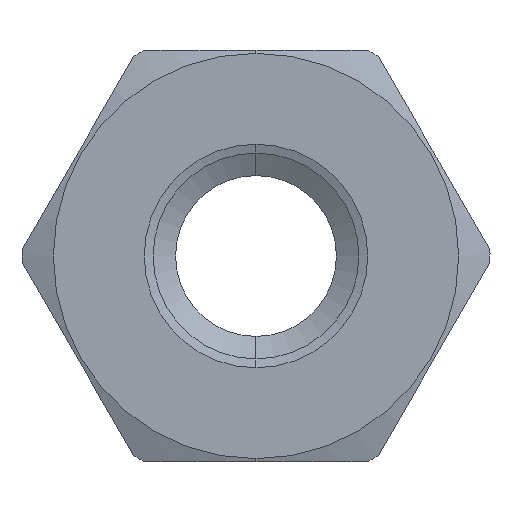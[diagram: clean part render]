
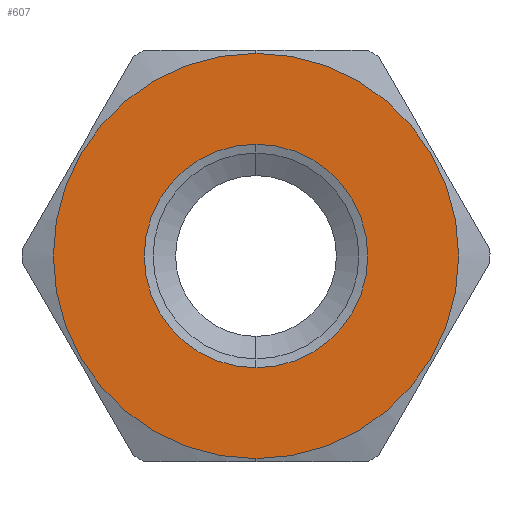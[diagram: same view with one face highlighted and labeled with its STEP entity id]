
A CAD part, front view. The second image highlights one B-rep face of the part: STEP entity #607.
In plain terms, the highlighted planar face has unit normal (0, -1, 0).
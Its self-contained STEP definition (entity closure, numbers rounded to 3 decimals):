
#29 = CARTESIAN_POINT ( 'NONE',  ( 0., -1.6, 0. ) ) ;
#65 = CIRCLE ( 'NONE', #856, 1.086 ) ;
#78 = CARTESIAN_POINT ( 'NONE',  ( 0., -1.6, 0. ) ) ;
#152 = DIRECTION ( 'NONE',  ( 0., 0., -1. ) ) ;
#168 = DIRECTION ( 'NONE',  ( 0., 0., -1. ) ) ;
#173 = DIRECTION ( 'NONE',  ( 0., -1., 0. ) ) ;
#178 = CARTESIAN_POINT ( 'NONE',  ( 0., -1.6, 0. ) ) ;
#267 = CARTESIAN_POINT ( 'NONE',  ( 0., -1.6, 1.97 ) ) ;
#294 = EDGE_CURVE ( 'NONE', #656, #694, #569, .T. ) ;
#338 = CIRCLE ( 'NONE', #1305, 1.97 ) ;
#357 = PLANE ( 'NONE',  #751 ) ;
#378 = CIRCLE ( 'NONE', #484, 1.086 ) ;
#392 = DIRECTION ( 'NONE',  ( 0., -1., 0. ) ) ;
#484 = AXIS2_PLACEMENT_3D ( 'NONE', #1368, #1510, #152 ) ;
#503 = AXIS2_PLACEMENT_3D ( 'NONE', #29, #1419, #845 ) ;
#512 = FACE_BOUND ( 'NONE', #1265, .T. ) ;
#518 = FACE_OUTER_BOUND ( 'NONE', #1126, .T. ) ;
#569 = CIRCLE ( 'NONE', #503, 1.97 ) ;
#607 = ADVANCED_FACE ( 'NONE', ( #512, #518 ), #357, .F. ) ;
#656 = VERTEX_POINT ( 'NONE', #267 ) ;
#663 = DIRECTION ( 'NONE',  ( -1., 0., 0. ) ) ;
#694 = VERTEX_POINT ( 'NONE', #1338 ) ;
#712 = CARTESIAN_POINT ( 'NONE',  ( 0., -1.6, -1.086 ) ) ;
#751 = AXIS2_PLACEMENT_3D ( 'NONE', #1202, #759, #663 ) ;
#759 = DIRECTION ( 'NONE',  ( 0., 1., 0. ) ) ;
#798 = ORIENTED_EDGE ( 'NONE', *, *, #858, .F. ) ;
#832 = ORIENTED_EDGE ( 'NONE', *, *, #1610, .F. ) ;
#836 = ORIENTED_EDGE ( 'NONE', *, *, #294, .T. ) ;
#841 = ORIENTED_EDGE ( 'NONE', *, *, #1015, .T. ) ;
#845 = DIRECTION ( 'NONE',  ( 0., 0., 1. ) ) ;
#856 = AXIS2_PLACEMENT_3D ( 'NONE', #178, #173, #168 ) ;
#858 = EDGE_CURVE ( 'NONE', #1244, #861, #378, .T. ) ;
#861 = VERTEX_POINT ( 'NONE', #1506 ) ;
#1015 = EDGE_CURVE ( 'NONE', #694, #656, #338, .T. ) ;
#1126 = EDGE_LOOP ( 'NONE', ( #836, #841 ) ) ;
#1202 = CARTESIAN_POINT ( 'NONE',  ( 1.993, -1.6, -1.993 ) ) ;
#1244 = VERTEX_POINT ( 'NONE', #712 ) ;
#1265 = EDGE_LOOP ( 'NONE', ( #798, #832 ) ) ;
#1305 = AXIS2_PLACEMENT_3D ( 'NONE', #78, #392, #1536 ) ;
#1338 = CARTESIAN_POINT ( 'NONE',  ( 0., -1.6, -1.97 ) ) ;
#1368 = CARTESIAN_POINT ( 'NONE',  ( 0., -1.6, 0. ) ) ;
#1419 = DIRECTION ( 'NONE',  ( 0., -1., 0. ) ) ;
#1506 = CARTESIAN_POINT ( 'NONE',  ( 0., -1.6, 1.086 ) ) ;
#1510 = DIRECTION ( 'NONE',  ( 0., -1., 0. ) ) ;
#1536 = DIRECTION ( 'NONE',  ( 0., 0., 1. ) ) ;
#1610 = EDGE_CURVE ( 'NONE', #861, #1244, #65, .T. ) ;
